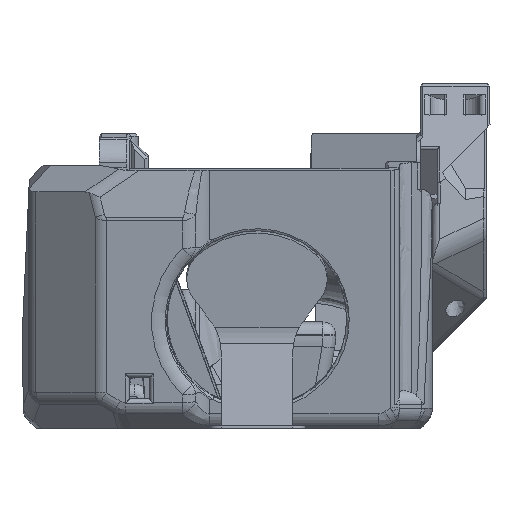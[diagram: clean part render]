
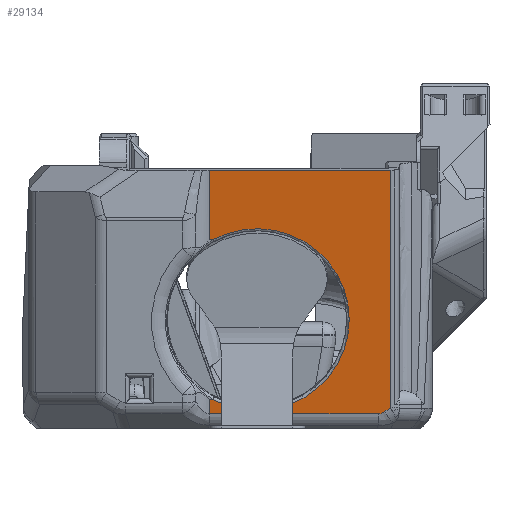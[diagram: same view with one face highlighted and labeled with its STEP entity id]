
A CAD part, left-side view. The second image highlights one B-rep face of the part: STEP entity #29134.
In plain terms, the highlighted planar face has unit normal (-0.985, 0, -0.174).
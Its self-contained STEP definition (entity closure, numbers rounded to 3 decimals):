
#732=B_SPLINE_CURVE_WITH_KNOTS('',3,(#46533,#46534,#46535,#46536),
 .UNSPECIFIED.,.F.,.F.,(4,4),(0.,0.382),.UNSPECIFIED.);
#743=B_SPLINE_CURVE_WITH_KNOTS('',3,(#46820,#46821,#46822,#46823),
 .UNSPECIFIED.,.F.,.F.,(4,4),(0.618,1.),.UNSPECIFIED.);
#1368=CIRCLE('',#30655,14.4);
#2596=ELLIPSE('',#31276,3.203,2.);
#5725=ORIENTED_EDGE('',*,*,#13428,.F.);
#5726=ORIENTED_EDGE('',*,*,#12444,.T.);
#5727=ORIENTED_EDGE('',*,*,#13556,.T.);
#5728=ORIENTED_EDGE('',*,*,#13557,.F.);
#5729=ORIENTED_EDGE('',*,*,#13558,.T.);
#5730=ORIENTED_EDGE('',*,*,#13559,.T.);
#5731=ORIENTED_EDGE('',*,*,#13560,.F.);
#5732=ORIENTED_EDGE('',*,*,#13561,.T.);
#5733=ORIENTED_EDGE('',*,*,#13045,.F.);
#5734=ORIENTED_EDGE('',*,*,#13069,.F.);
#12444=EDGE_CURVE('',#16782,#16781,#1368,.T.);
#13045=EDGE_CURVE('',#17182,#17183,#19851,.T.);
#13069=EDGE_CURVE('',#17199,#17182,#19868,.T.);
#13428=EDGE_CURVE('',#16782,#17199,#732,.F.);
#13556=EDGE_CURVE('',#16781,#17543,#743,.T.);
#13557=EDGE_CURVE('',#17544,#17543,#20177,.T.);
#13558=EDGE_CURVE('',#17544,#17545,#20178,.T.);
#13559=EDGE_CURVE('',#17545,#17546,#2596,.T.);
#13560=EDGE_CURVE('',#17547,#17546,#20179,.T.);
#13561=EDGE_CURVE('',#17547,#17183,#20180,.T.);
#16781=VERTEX_POINT('',#42344);
#16782=VERTEX_POINT('',#42346);
#17182=VERTEX_POINT('',#44885);
#17183=VERTEX_POINT('',#44887);
#17199=VERTEX_POINT('',#44944);
#17543=VERTEX_POINT('',#46824);
#17544=VERTEX_POINT('',#46826);
#17545=VERTEX_POINT('',#46828);
#17546=VERTEX_POINT('',#46830);
#17547=VERTEX_POINT('',#46832);
#19851=LINE('',#44886,#22314);
#19868=LINE('',#44945,#22331);
#20177=LINE('',#46825,#22640);
#20178=LINE('',#46827,#22641);
#20179=LINE('',#46831,#22642);
#20180=LINE('',#46833,#22643);
#22314=VECTOR('',#34950,1000.);
#22331=VECTOR('',#34987,1000.);
#22640=VECTOR('',#35758,1000.);
#22641=VECTOR('',#35759,1000.);
#22642=VECTOR('',#35762,1000.);
#22643=VECTOR('',#35763,1000.);
#24675=EDGE_LOOP('',(#5725,#5726,#5727,#5728,#5729,#5730,#5731,#5732,#5733,
#5734));
#26498=FACE_BOUND('',#24675,.T.);
#28039=PLANE('',#31275);
#29134=ADVANCED_FACE('',(#26498),#28039,.F.);
#30655=AXIS2_PLACEMENT_3D('',#42345,#33944,#33945);
#31275=AXIS2_PLACEMENT_3D('',#46819,#35756,#35757);
#31276=AXIS2_PLACEMENT_3D('',#46829,#35760,#35761);
#33944=DIRECTION('',(0.985,0.,0.174));
#33945=DIRECTION('',(0.174,0.,-0.985));
#34950=DIRECTION('',(0.,-1.,0.));
#34987=DIRECTION('',(-0.174,0.,0.985));
#35756=DIRECTION('',(0.985,0.,0.174));
#35757=DIRECTION('',(-0.174,0.,0.985));
#35758=DIRECTION('',(-0.174,0.,0.985));
#35759=DIRECTION('',(0.,-1.,0.));
#35760=DIRECTION('',(-0.985,0.,-0.174));
#35761=DIRECTION('',(-0.165,-0.304,0.938));
#35762=DIRECTION('',(0.097,0.829,-0.551));
#35763=DIRECTION('',(-0.174,0.,0.985));
#42344=CARTESIAN_POINT('',(-28.264,11.767,4.533));
#42345=CARTESIAN_POINT('',(-30.458,4.853,16.973));
#42346=CARTESIAN_POINT('',(-32.651,11.767,29.413));
#44885=CARTESIAN_POINT('',(-34.572,12.27,40.304));
#44886=CARTESIAN_POINT('',(-34.572,24.853,40.304));
#44887=CARTESIAN_POINT('',(-34.572,-16.002,40.304));
#44944=CARTESIAN_POINT('',(-32.66,12.27,29.463));
#44945=CARTESIAN_POINT('',(-31.185,12.27,21.099));
#46533=CARTESIAN_POINT('',(-32.66,12.27,29.463));
#46534=CARTESIAN_POINT('',(-32.657,12.102,29.442));
#46535=CARTESIAN_POINT('',(-32.654,11.935,29.425));
#46536=CARTESIAN_POINT('',(-32.651,11.767,29.413));
#46819=CARTESIAN_POINT('',(-31.185,24.853,21.099));
#46820=CARTESIAN_POINT('',(-28.264,11.767,4.533));
#46821=CARTESIAN_POINT('',(-28.262,11.935,4.52));
#46822=CARTESIAN_POINT('',(-28.259,12.102,4.503));
#46823=CARTESIAN_POINT('',(-28.255,12.27,4.482));
#46824=CARTESIAN_POINT('',(-28.255,12.27,4.482));
#46825=CARTESIAN_POINT('',(-31.185,12.27,21.099));
#46826=CARTESIAN_POINT('',(-27.864,12.27,2.262));
#46827=CARTESIAN_POINT('',(-27.864,-14.655,2.262));
#46828=CARTESIAN_POINT('',(-27.864,-14.07,2.262));
#46829=CARTESIAN_POINT('',(-28.404,-14.652,5.326));
#46830=CARTESIAN_POINT('',(-27.923,-15.07,2.597));
#46831=CARTESIAN_POINT('',(-27.821,-14.199,2.018));
#46832=CARTESIAN_POINT('',(-28.032,-16.002,3.216));
#46833=CARTESIAN_POINT('',(-7.663,-16.002,-112.301));
